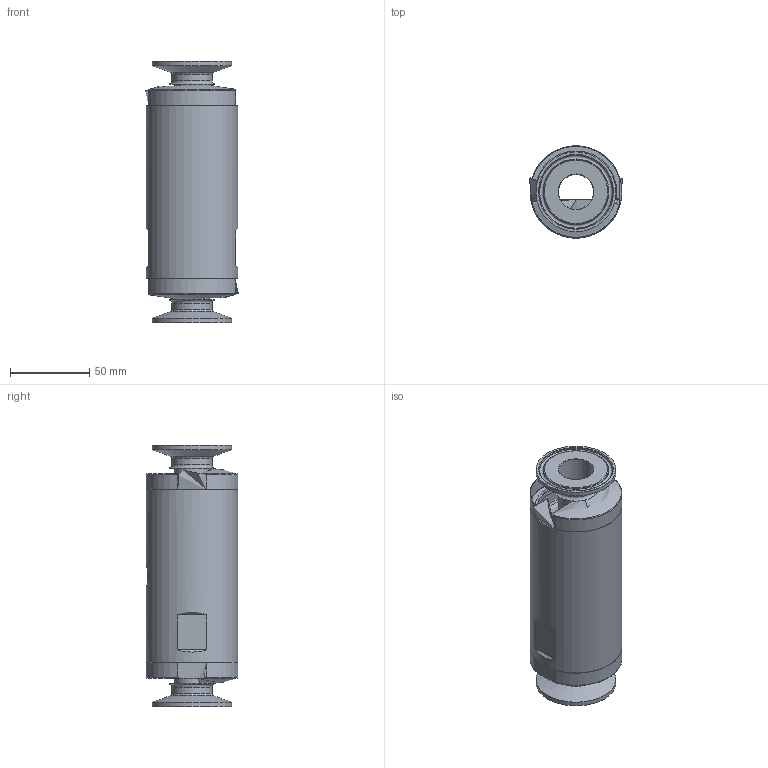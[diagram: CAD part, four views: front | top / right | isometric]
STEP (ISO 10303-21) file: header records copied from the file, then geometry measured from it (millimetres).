
FILE_DESCRIPTION(/* description */ ('STEP AP214'),/* implementation_level */ '2;1');
FILE_NAME(/* name */ '3968927_VZQA-C-M22U-25-S12S12-V4V4S1-4',/* time_stamp */ '2024-09-18T03:47:44+02:00',/* author */ ('License CC BY-ND 4.0'),/* organization */ ('CADENAS'),/* preprocessor_version */ 'ST-DEVELOPER v19.3',/* originating_system */ 'PARTsolutions',/* authorisation */ ' ');
FILE_SCHEMA (('AUTOMOTIVE_DESIGN {1 0 10303 214 3 1 1}'));
Length unit declared in the file: millimetre
Products named in the file (3): 3968927 VZQA-C-M22U-25-S12S12-V4V4S1-4; 8044082 VZQA-C-M22U-25-V4; 5045916 VZQA-C-M22U-25-S12-V4
Assembly tree (3 placements, depth 2):
  3968927 VZQA-C-M22U-25-S12S12-V4V4S1-4
    8044082 VZQA-C-M22U-25-V4
    5045916 VZQA-C-M22U-25-S12-V4  x2
Bounding box: 58.73 x 58 x 165 mm (x, y, z)
Volume: 303629.3 mm3; surface area: 73470.6 mm2
Topology: 3 solids, 3 shells, 101 faces, 217 edges, 134 vertices
Faces by surface type: torus 34, plane 27, cylinder 22, cone 18
Full cylindrical faces by diameter (mm): 2 x1, 8.566 x1, 22.1 x2, 25 x1, 25.4 x2, 38.1 x2, 48 x2, 49.876 x2, 50.39 x2, 51.5 x2, 58 x1
Entity records: 1496 total; most frequent: CARTESIAN_POINT 283, DIRECTION 258, ORIENTED_EDGE 164, AXIS2_PLACEMENT_3D 122, EDGE_LOOP 110, FACE_BOUND 110, EDGE_CURVE 82, VERTEX_POINT 70
